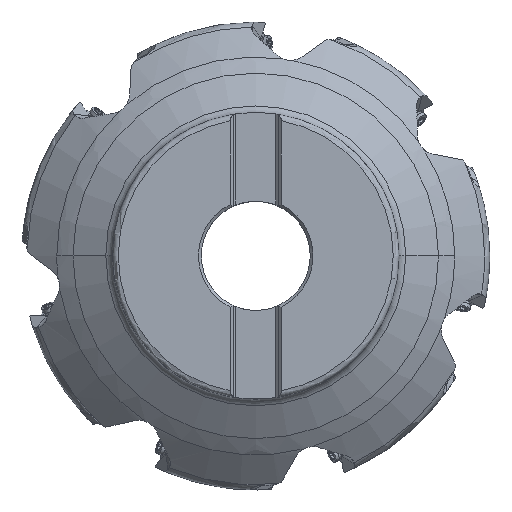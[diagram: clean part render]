
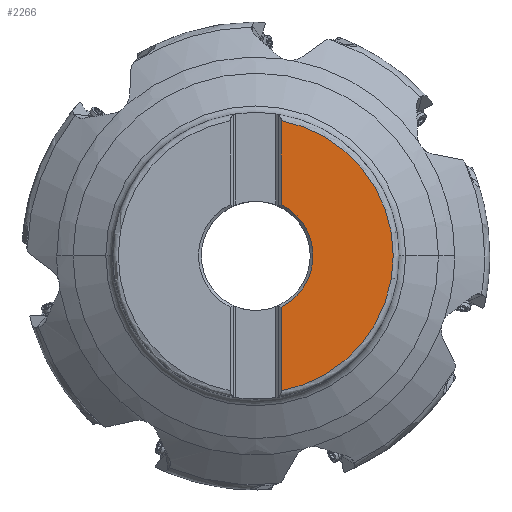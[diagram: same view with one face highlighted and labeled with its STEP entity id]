
A CAD part, top view. The second image highlights one B-rep face of the part: STEP entity #2266.
In plain terms, the highlighted planar face has unit normal (0, 0, 1).
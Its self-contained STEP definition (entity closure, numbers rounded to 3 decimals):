
#1221=FACE_OUTER_BOUND('',#4668,.T.);
#2266=ADVANCED_FACE('',(#1221),#3115,.T.);
#3115=PLANE('',#21371);
#4668=EDGE_LOOP('',(#10137,#10138,#10139,#10140,#10141));
#5784=LINE('',#34558,#6983);
#5785=LINE('',#34580,#6984);
#6983=VECTOR('',#24908,1.);
#6984=VECTOR('',#24919,1.);
#10137=ORIENTED_EDGE('',*,*,#16997,.F.);
#10138=ORIENTED_EDGE('',*,*,#16998,.F.);
#10139=ORIENTED_EDGE('',*,*,#16987,.F.);
#10140=ORIENTED_EDGE('',*,*,#16986,.F.);
#10141=ORIENTED_EDGE('',*,*,#16992,.T.);
#14636=VERTEX_POINT('',#34517);
#14637=VERTEX_POINT('',#34518);
#14638=VERTEX_POINT('',#34520);
#14641=VERTEX_POINT('',#34559);
#14644=VERTEX_POINT('',#34577);
#16986=EDGE_CURVE('',#14636,#14637,#19104,.T.);
#16987=EDGE_CURVE('',#14637,#14638,#19105,.T.);
#16992=EDGE_CURVE('',#14636,#14641,#5784,.T.);
#16997=EDGE_CURVE('',#14644,#14641,#19109,.T.);
#16998=EDGE_CURVE('',#14638,#14644,#5785,.T.);
#19104=CIRCLE('',#21362,48.);
#19105=CIRCLE('',#21363,48.);
#19109=CIRCLE('',#21369,20.015);
#21362=AXIS2_PLACEMENT_3D('',#34516,#24900,#24901);
#21363=AXIS2_PLACEMENT_3D('',#34519,#24902,#24903);
#21369=AXIS2_PLACEMENT_3D('',#34578,#24915,#24916);
#21371=AXIS2_PLACEMENT_3D('',#34581,#24920,#24921);
#24900=DIRECTION('',(0.,0.,-1.));
#24901=DIRECTION('',(0.186,0.983,0.));
#24902=DIRECTION('',(0.,0.,-1.));
#24903=DIRECTION('',(1.,0.,0.));
#24908=DIRECTION('',(0.,-1.,0.));
#24915=DIRECTION('',(0.,0.,1.));
#24916=DIRECTION('',(0.447,-0.895,0.));
#24919=DIRECTION('',(0.,1.,0.));
#24920=DIRECTION('',(0.,0.,1.));
#24921=DIRECTION('',(1.,0.,0.));
#34516=CARTESIAN_POINT('',(0.,0.,0.));
#34517=CARTESIAN_POINT('',(8.938,47.161,0.));
#34518=CARTESIAN_POINT('',(48.,0.,0.));
#34519=CARTESIAN_POINT('',(0.,0.,0.));
#34520=CARTESIAN_POINT('',(8.938,-47.161,0.));
#34558=CARTESIAN_POINT('',(8.938,47.161,0.));
#34559=CARTESIAN_POINT('',(8.937,17.909,0.));
#34577=CARTESIAN_POINT('',(8.938,-17.909,0.));
#34578=CARTESIAN_POINT('',(0.,0.,0.));
#34580=CARTESIAN_POINT('',(8.938,-47.161,0.));
#34581=CARTESIAN_POINT('',(28.469,0.,0.));
